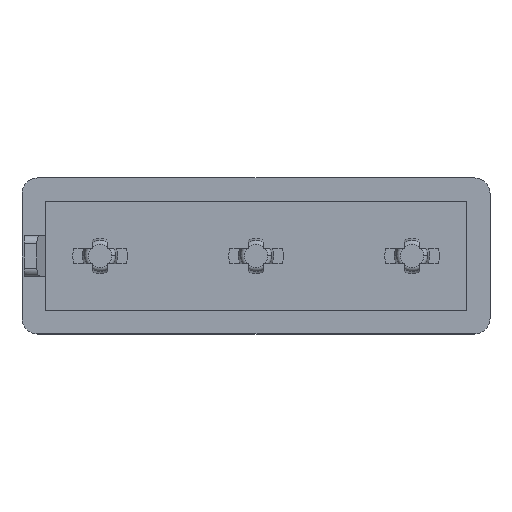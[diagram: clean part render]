
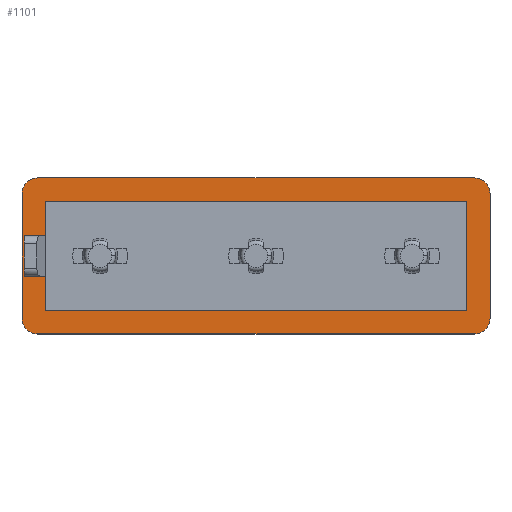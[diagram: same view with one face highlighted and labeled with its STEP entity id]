
A CAD part, top view. The second image highlights one B-rep face of the part: STEP entity #1101.
In plain terms, the highlighted planar face has unit normal (0, 0, 1).
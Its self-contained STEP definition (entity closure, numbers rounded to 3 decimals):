
#21 = VECTOR ( 'NONE', #545, 1000. ) ;
#26 = LINE ( 'NONE', #507, #21 ) ;
#55 = EDGE_CURVE ( 'NONE', #901, #952, #2181, .T. ) ;
#57 = EDGE_CURVE ( 'NONE', #1723, #1873, #2126, .T. ) ;
#75 = EDGE_CURVE ( 'NONE', #788, #1082, #2220, .T. ) ;
#85 = LINE ( 'NONE', #3777, #2459 ) ;
#178 = CARTESIAN_POINT ( 'NONE',  ( -27., 7., 2.5 ) ) ;
#182 = LINE ( 'NONE', #1637, #1125 ) ;
#237 = DIRECTION ( 'NONE',  ( 1., 0., 0. ) ) ;
#241 = EDGE_CURVE ( 'NONE', #328, #2361, #1453, .T. ) ;
#294 = CARTESIAN_POINT ( 'NONE',  ( 28., -10., 2.5 ) ) ;
#300 = AXIS2_PLACEMENT_3D ( 'NONE', #2384, #513, #2687 ) ;
#328 = VERTEX_POINT ( 'NONE', #2983 ) ;
#459 = EDGE_CURVE ( 'NONE', #504, #788, #703, .T. ) ;
#504 = VERTEX_POINT ( 'NONE', #2303 ) ;
#505 = CARTESIAN_POINT ( 'NONE',  ( 27., 7., 2.5 ) ) ;
#507 = CARTESIAN_POINT ( 'NONE',  ( -29.7, -10., 2.5 ) ) ;
#513 = DIRECTION ( 'NONE',  ( 0., 0., 1. ) ) ;
#514 = FACE_BOUND ( 'NONE', #582, .T. ) ;
#545 = DIRECTION ( 'NONE',  ( 0., 1., 0. ) ) ;
#547 = CARTESIAN_POINT ( 'NONE',  ( -30., 8., 2.5 ) ) ;
#582 = EDGE_LOOP ( 'NONE', ( #1439, #2836, #1258, #2837, #2847, #2872, #2910, #2942 ) ) ;
#601 = VECTOR ( 'NONE', #2395, 1000. ) ;
#703 = LINE ( 'NONE', #2471, #913 ) ;
#788 = VERTEX_POINT ( 'NONE', #807 ) ;
#807 = CARTESIAN_POINT ( 'NONE',  ( -28., 10., 2.5 ) ) ;
#857 = EDGE_CURVE ( 'NONE', #2361, #2464, #26, .T. ) ;
#891 = CIRCLE ( 'NONE', #2051, 2. ) ;
#901 = VERTEX_POINT ( 'NONE', #505 ) ;
#913 = VECTOR ( 'NONE', #2465, 1000. ) ;
#943 = CARTESIAN_POINT ( 'NONE',  ( -27., -7., 2.5 ) ) ;
#945 = LINE ( 'NONE', #1576, #1673 ) ;
#952 = VERTEX_POINT ( 'NONE', #178 ) ;
#980 = VECTOR ( 'NONE', #1007, 1000. ) ;
#1007 = DIRECTION ( 'NONE',  ( 0., -1., 0. ) ) ;
#1015 = CARTESIAN_POINT ( 'NONE',  ( -28., -10., 2.5 ) ) ;
#1082 = VERTEX_POINT ( 'NONE', #547 ) ;
#1101 = ADVANCED_FACE ( 'NONE', ( #1259, #514 ), #3805, .T. ) ;
#1112 = EDGE_CURVE ( 'NONE', #1636, #1723, #3294, .T. ) ;
#1125 = VECTOR ( 'NONE', #3672, 1000. ) ;
#1143 = VERTEX_POINT ( 'NONE', #3515 ) ;
#1258 = ORIENTED_EDGE ( 'NONE', *, *, #857, .T. ) ;
#1259 = FACE_OUTER_BOUND ( 'NONE', #2134, .T. ) ;
#1420 = DIRECTION ( 'NONE',  ( 1., 0., 0. ) ) ;
#1435 = VERTEX_POINT ( 'NONE', #1015 ) ;
#1439 = ORIENTED_EDGE ( 'NONE', *, *, #3179, .F. ) ;
#1449 = VECTOR ( 'NONE', #3193, 1000. ) ;
#1453 = LINE ( 'NONE', #3228, #1449 ) ;
#1576 = CARTESIAN_POINT ( 'NONE',  ( -30., 10., 2.5 ) ) ;
#1614 = CARTESIAN_POINT ( 'NONE',  ( 27., -7., 2.5 ) ) ;
#1630 = ORIENTED_EDGE ( 'NONE', *, *, #3135, .T. ) ;
#1636 = VERTEX_POINT ( 'NONE', #294 ) ;
#1637 = CARTESIAN_POINT ( 'NONE',  ( -30., -10., 2.5 ) ) ;
#1673 = VECTOR ( 'NONE', #1894, 1000. ) ;
#1723 = VERTEX_POINT ( 'NONE', #1880 ) ;
#1734 = DIRECTION ( 'NONE',  ( 0., 0., 1. ) ) ;
#1763 = AXIS2_PLACEMENT_3D ( 'NONE', #1792, #1734, #1420 ) ;
#1783 = ORIENTED_EDGE ( 'NONE', *, *, #57, .T. ) ;
#1792 = CARTESIAN_POINT ( 'NONE',  ( 28., -8., 2.5 ) ) ;
#1873 = VERTEX_POINT ( 'NONE', #3599 ) ;
#1880 = CARTESIAN_POINT ( 'NONE',  ( 30., -8., 2.5 ) ) ;
#1894 = DIRECTION ( 'NONE',  ( 0., -1., 0. ) ) ;
#1922 = ORIENTED_EDGE ( 'NONE', *, *, #1112, .T. ) ;
#1925 = VERTEX_POINT ( 'NONE', #943 ) ;
#1951 = CARTESIAN_POINT ( 'NONE',  ( -27., 7., 2.5 ) ) ;
#1965 = AXIS2_PLACEMENT_3D ( 'NONE', #3494, #3209, #2984 ) ;
#1997 = EDGE_CURVE ( 'NONE', #1435, #1636, #182, .T. ) ;
#2005 = VECTOR ( 'NONE', #2065, 1000. ) ;
#2026 = VECTOR ( 'NONE', #3799, 1000. ) ;
#2051 = AXIS2_PLACEMENT_3D ( 'NONE', #3784, #2096, #237 ) ;
#2065 = DIRECTION ( 'NONE',  ( 1., 0., 0. ) ) ;
#2068 = ORIENTED_EDGE ( 'NONE', *, *, #1997, .T. ) ;
#2080 = VECTOR ( 'NONE', #3754, 1000. ) ;
#2081 = CARTESIAN_POINT ( 'NONE',  ( 27., 7., 2.5 ) ) ;
#2096 = DIRECTION ( 'NONE',  ( 0., 0., 1. ) ) ;
#2109 = CARTESIAN_POINT ( 'NONE',  ( -29.7, 2.6, 2.5 ) ) ;
#2126 = LINE ( 'NONE', #3817, #2026 ) ;
#2134 = EDGE_LOOP ( 'NONE', ( #2696, #2514, #2409, #2256, #2068, #1922, #1783, #1630 ) ) ;
#2163 = LINE ( 'NONE', #3347, #2863 ) ;
#2172 = VERTEX_POINT ( 'NONE', #1614 ) ;
#2181 = LINE ( 'NONE', #3783, #2080 ) ;
#2220 = CIRCLE ( 'NONE', #3198, 2. ) ;
#2256 = ORIENTED_EDGE ( 'NONE', *, *, #2427, .T. ) ;
#2303 = CARTESIAN_POINT ( 'NONE',  ( 28., 10., 2.5 ) ) ;
#2314 = EDGE_CURVE ( 'NONE', #2464, #2645, #2737, .T. ) ;
#2361 = VERTEX_POINT ( 'NONE', #3773 ) ;
#2384 = CARTESIAN_POINT ( 'NONE',  ( 28., 8., 2.5 ) ) ;
#2395 = DIRECTION ( 'NONE',  ( 0., 1., 0. ) ) ;
#2397 = DIRECTION ( 'NONE',  ( 0., -1., 0. ) ) ;
#2402 = EDGE_CURVE ( 'NONE', #2172, #901, #3042, .T. ) ;
#2409 = ORIENTED_EDGE ( 'NONE', *, *, #3563, .T. ) ;
#2427 = EDGE_CURVE ( 'NONE', #1143, #1435, #891, .T. ) ;
#2459 = VECTOR ( 'NONE', #2397, 1000. ) ;
#2464 = VERTEX_POINT ( 'NONE', #2109 ) ;
#2465 = DIRECTION ( 'NONE',  ( -1., 0., 0. ) ) ;
#2471 = CARTESIAN_POINT ( 'NONE',  ( -30., 10., 2.5 ) ) ;
#2514 = ORIENTED_EDGE ( 'NONE', *, *, #75, .T. ) ;
#2640 = CARTESIAN_POINT ( 'NONE',  ( -27., 2.6, 2.5 ) ) ;
#2642 = CIRCLE ( 'NONE', #300, 2. ) ;
#2645 = VERTEX_POINT ( 'NONE', #2640 ) ;
#2687 = DIRECTION ( 'NONE',  ( 1., 0., 0. ) ) ;
#2696 = ORIENTED_EDGE ( 'NONE', *, *, #459, .T. ) ;
#2735 = LINE ( 'NONE', #1951, #980 ) ;
#2737 = LINE ( 'NONE', #3759, #2005 ) ;
#2778 = DIRECTION ( 'NONE',  ( 1., 0., 0. ) ) ;
#2836 = ORIENTED_EDGE ( 'NONE', *, *, #241, .T. ) ;
#2837 = ORIENTED_EDGE ( 'NONE', *, *, #2314, .T. ) ;
#2847 = ORIENTED_EDGE ( 'NONE', *, *, #3708, .F. ) ;
#2863 = VECTOR ( 'NONE', #2778, 1000. ) ;
#2872 = ORIENTED_EDGE ( 'NONE', *, *, #55, .F. ) ;
#2910 = ORIENTED_EDGE ( 'NONE', *, *, #2402, .F. ) ;
#2942 = ORIENTED_EDGE ( 'NONE', *, *, #3378, .F. ) ;
#2983 = CARTESIAN_POINT ( 'NONE',  ( -27., -2.6, 2.5 ) ) ;
#2984 = DIRECTION ( 'NONE',  ( 1., 0., 0. ) ) ;
#3042 = LINE ( 'NONE', #2081, #601 ) ;
#3135 = EDGE_CURVE ( 'NONE', #1873, #504, #2642, .T. ) ;
#3179 = EDGE_CURVE ( 'NONE', #328, #1925, #85, .T. ) ;
#3193 = DIRECTION ( 'NONE',  ( -1., 0., 0. ) ) ;
#3198 = AXIS2_PLACEMENT_3D ( 'NONE', #3643, #3640, #3637 ) ;
#3209 = DIRECTION ( 'NONE',  ( 0., 0., 1. ) ) ;
#3228 = CARTESIAN_POINT ( 'NONE',  ( 30., -2.6, 2.5 ) ) ;
#3294 = CIRCLE ( 'NONE', #1763, 2. ) ;
#3347 = CARTESIAN_POINT ( 'NONE',  ( -27., -7., 2.5 ) ) ;
#3378 = EDGE_CURVE ( 'NONE', #1925, #2172, #2163, .T. ) ;
#3494 = CARTESIAN_POINT ( 'NONE',  ( 30., -10., 2.5 ) ) ;
#3515 = CARTESIAN_POINT ( 'NONE',  ( -30., -8., 2.5 ) ) ;
#3563 = EDGE_CURVE ( 'NONE', #1082, #1143, #945, .T. ) ;
#3599 = CARTESIAN_POINT ( 'NONE',  ( 30., 8., 2.5 ) ) ;
#3637 = DIRECTION ( 'NONE',  ( 1., 0., 0. ) ) ;
#3640 = DIRECTION ( 'NONE',  ( 0., 0., 1. ) ) ;
#3643 = CARTESIAN_POINT ( 'NONE',  ( -28., 8., 2.5 ) ) ;
#3672 = DIRECTION ( 'NONE',  ( 1., 0., 0. ) ) ;
#3708 = EDGE_CURVE ( 'NONE', #952, #2645, #2735, .T. ) ;
#3754 = DIRECTION ( 'NONE',  ( -1., 0., 0. ) ) ;
#3759 = CARTESIAN_POINT ( 'NONE',  ( 30., 2.6, 2.5 ) ) ;
#3773 = CARTESIAN_POINT ( 'NONE',  ( -29.7, -2.6, 2.5 ) ) ;
#3777 = CARTESIAN_POINT ( 'NONE',  ( -27., 7., 2.5 ) ) ;
#3783 = CARTESIAN_POINT ( 'NONE',  ( -27., 7., 2.5 ) ) ;
#3784 = CARTESIAN_POINT ( 'NONE',  ( -28., -8., 2.5 ) ) ;
#3799 = DIRECTION ( 'NONE',  ( 0., 1., 0. ) ) ;
#3805 = PLANE ( 'NONE',  #1965 ) ;
#3817 = CARTESIAN_POINT ( 'NONE',  ( 30., 10., 2.5 ) ) ;
